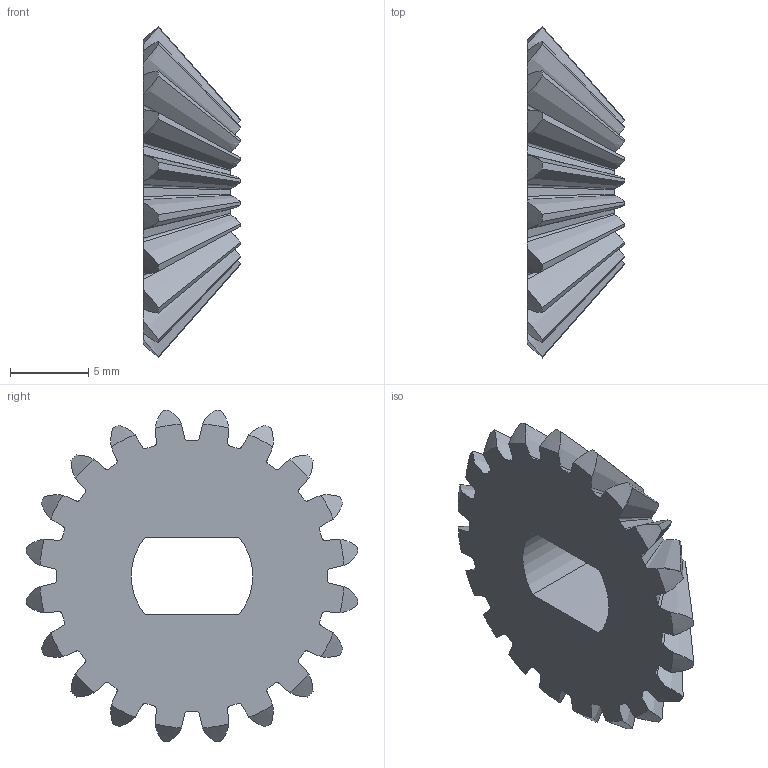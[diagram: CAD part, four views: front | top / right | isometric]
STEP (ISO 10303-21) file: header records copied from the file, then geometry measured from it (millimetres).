
FILE_DESCRIPTION (( 'STEP AP214' ), '1' );
FILE_NAME ('diff axel gear (print 2).STEP', '2024-08-30T07:23:13', ( '' ), ( '' ), 'SwSTEP 2.0', 'SolidWorks 2023', '' );
FILE_SCHEMA (( 'AUTOMOTIVE_DESIGN' ));
Length unit declared in the file: millimetre
Products named in the file (1): diff axel gear (print 2)
Bounding box: 6.22 x 21.22 x 21.22 mm (x, y, z)
Volume: 791.3 mm3; surface area: 1093.3 mm2
Topology: 1 solids, 1 shells, 149 faces, 440 edges, 292 vertices
Faces by surface type: bspline 100, cone 42, plane 5, cylinder 2
Entity records: 6699 total; most frequent: CARTESIAN_POINT 3588, ORIENTED_EDGE 880, EDGE_CURVE 440, DIRECTION 326, VERTEX_POINT 292, B_SPLINE_CURVE_WITH_KNOTS 282, EDGE_LOOP 150, ADVANCED_FACE 149
